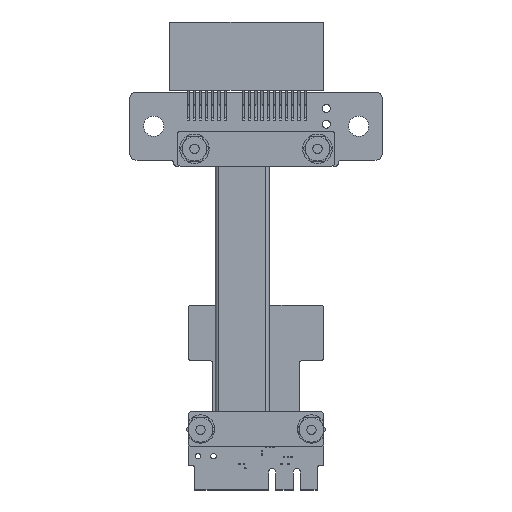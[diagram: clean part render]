
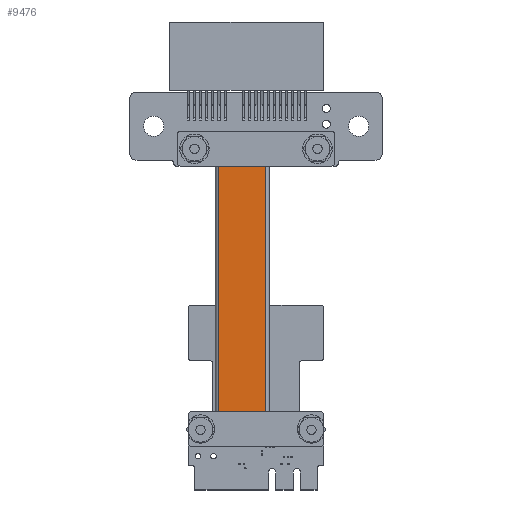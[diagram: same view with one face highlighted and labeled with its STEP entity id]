
A CAD part, top view. The second image highlights one B-rep face of the part: STEP entity #9476.
In plain terms, the highlighted face is planar.
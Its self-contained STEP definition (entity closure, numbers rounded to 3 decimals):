
#9165 = VERTEX_POINT('',#9166);
#9166 = CARTESIAN_POINT('',(-0.001,-0.001,
    43.));
#9173 = EDGE_CURVE('',#9165,#9174,#9176,.T.);
#9174 = VERTEX_POINT('',#9175);
#9175 = CARTESIAN_POINT('',(-7.621,-0.001,43.));
#9176 = LINE('',#9177,#9178);
#9177 = CARTESIAN_POINT('',(-7.621,-0.001,43.));
#9178 = VECTOR('',#9179,1.);
#9179 = DIRECTION('',(-1.,0.,0.));
#9276 = VERTEX_POINT('',#9277);
#9277 = CARTESIAN_POINT('',(-0.001,-0.001,
    0.));
#9293 = VERTEX_POINT('',#9294);
#9294 = CARTESIAN_POINT('',(-7.621,-0.001,0.
    ));
#9301 = EDGE_CURVE('',#9276,#9293,#9302,.T.);
#9302 = LINE('',#9303,#9304);
#9303 = CARTESIAN_POINT('',(-7.621,-0.001,0.
    ));
#9304 = VECTOR('',#9305,1.);
#9305 = DIRECTION('',(-1.,0.,0.));
#9459 = EDGE_CURVE('',#9165,#9276,#9460,.T.);
#9460 = LINE('',#9461,#9462);
#9461 = CARTESIAN_POINT('',(-0.001,-0.001,
    43.));
#9462 = VECTOR('',#9463,1.);
#9463 = DIRECTION('',(0.,0.,-1.));
#9476 = ADVANCED_FACE('',(#9477),#9488,.F.);
#9477 = FACE_BOUND('',#9478,.T.);
#9478 = EDGE_LOOP('',(#9479,#9480,#9486,#9487));
#9479 = ORIENTED_EDGE('',*,*,#9301,.T.);
#9480 = ORIENTED_EDGE('',*,*,#9481,.F.);
#9481 = EDGE_CURVE('',#9174,#9293,#9482,.T.);
#9482 = LINE('',#9483,#9484);
#9483 = CARTESIAN_POINT('',(-7.621,-0.001,43.));
#9484 = VECTOR('',#9485,1.);
#9485 = DIRECTION('',(0.,0.,-1.));
#9486 = ORIENTED_EDGE('',*,*,#9173,.F.);
#9487 = ORIENTED_EDGE('',*,*,#9459,.T.);
#9488 = PLANE('',#9489);
#9489 = AXIS2_PLACEMENT_3D('',#9490,#9491,#9492);
#9490 = CARTESIAN_POINT('',(-7.621,-0.001,43.));
#9491 = DIRECTION('',(0.,-1.,0.));
#9492 = DIRECTION('',(0.,0.,-1.));
